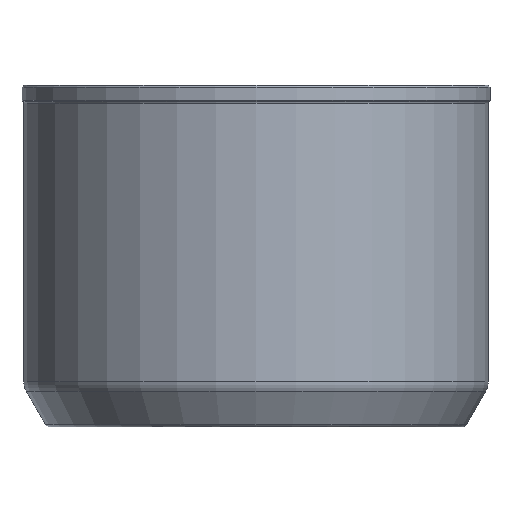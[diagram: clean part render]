
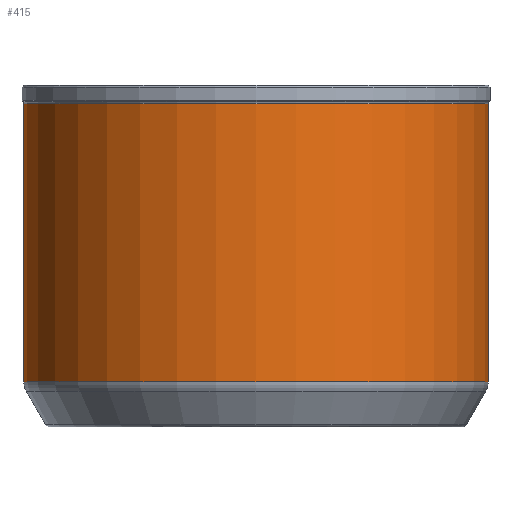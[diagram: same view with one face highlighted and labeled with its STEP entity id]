
A CAD part, front view. The second image highlights one B-rep face of the part: STEP entity #415.
In plain terms, the highlighted cylindrical face has radius 25 mm (diameter 50 mm), a full revolution.
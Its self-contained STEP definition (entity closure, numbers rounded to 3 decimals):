
#29=CYLINDRICAL_SURFACE('',#462,25.);
#55=ORIENTED_EDGE('',*,*,#109,.T.);
#56=ORIENTED_EDGE('',*,*,#110,.F.);
#109=EDGE_CURVE('',#137,#137,#165,.F.);
#110=EDGE_CURVE('',#138,#138,#166,.T.);
#137=VERTEX_POINT('',#649);
#138=VERTEX_POINT('',#651);
#165=CIRCLE('',#463,25.);
#166=CIRCLE('',#464,25.);
#195=EDGE_LOOP('',(#55));
#196=EDGE_LOOP('',(#56));
#251=FACE_BOUND('',#195,.T.);
#252=FACE_BOUND('',#196,.T.);
#415=ADVANCED_FACE('',(#251,#252),#29,.T.);
#462=AXIS2_PLACEMENT_3D('',#647,#542,#543);
#463=AXIS2_PLACEMENT_3D('',#648,#544,#545);
#464=AXIS2_PLACEMENT_3D('',#650,#546,#547);
#542=DIRECTION('',(0.,0.,1.));
#543=DIRECTION('',(1.,0.,0.));
#544=DIRECTION('',(0.,0.,-1.));
#545=DIRECTION('',(-1.,0.,0.));
#546=DIRECTION('',(0.,0.,1.));
#547=DIRECTION('',(1.,0.,0.));
#647=CARTESIAN_POINT('',(0.,0.,60.));
#648=CARTESIAN_POINT('',(0.,0.,4.836));
#649=CARTESIAN_POINT('',(-25.,0.,4.836));
#650=CARTESIAN_POINT('',(0.,0.,34.8));
#651=CARTESIAN_POINT('',(25.,0.,34.8));
